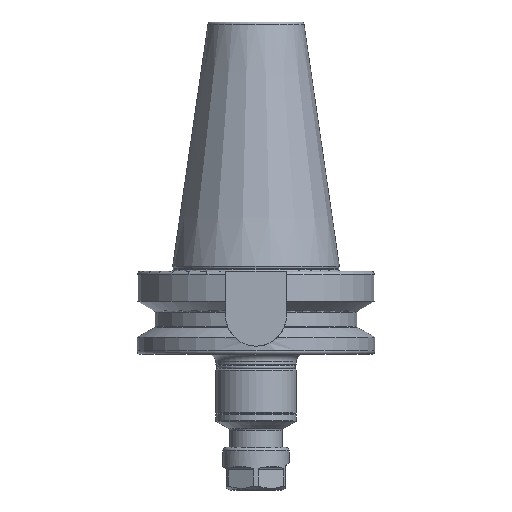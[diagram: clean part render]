
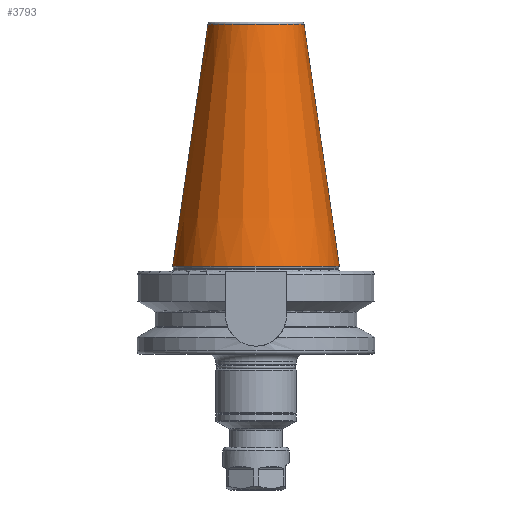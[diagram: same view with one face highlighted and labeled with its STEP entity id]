
A CAD part, left-side view. The second image highlights one B-rep face of the part: STEP entity #3793.
In plain terms, the highlighted conical face has half-angle 8.297 degrees and reference radius 27.637 mm.
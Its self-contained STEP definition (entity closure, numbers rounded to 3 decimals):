
#274=CARTESIAN_POINT('',(0,0,138.944));
#275=DIRECTION('',(0,0,1));
#276=DIRECTION('',(0,1,0));
#277=AXIS2_PLACEMENT_3D('',#274,#275,#276);
#279=DIRECTION('',(0.,0.144,0.99));
#280=VECTOR('',#279,103.023);
#281=CARTESIAN_POINT('',(0,-35.071,37));
#282=LINE('',#281,#280);
#283=CARTESIAN_POINT('',(0,0,37));
#284=DIRECTION('',(0,0,1));
#285=DIRECTION('',(0,1,0));
#286=AXIS2_PLACEMENT_3D('',#283,#284,#285);
#288=DIRECTION('',(0.,-0.144,0.99));
#289=VECTOR('',#288,103.023);
#290=CARTESIAN_POINT('',(0,35.071,37));
#291=LINE('',#290,#289);
#2844=CARTESIAN_POINT('',(0,35.071,37));
#2846=VERTEX_POINT('',#2844);
#2860=CARTESIAN_POINT('',(0,-35.071,37));
#2862=VERTEX_POINT('',#2860);
#2887=CARTESIAN_POINT('',(0,20.204,138.944));
#2888=CARTESIAN_POINT('',(0,-20.204,138.944));
#2889=VERTEX_POINT('',#2887);
#2890=VERTEX_POINT('',#2888);
#3781=CARTESIAN_POINT('',(0,0,87.972));
#3782=DIRECTION('',(0,0,-1));
#3783=DIRECTION('',(0,-1,0));
#3784=AXIS2_PLACEMENT_3D('',#3781,#3782,#3783);
#3785=CONICAL_SURFACE('',#3784,27.637,8.297);
#3786=ORIENTED_EDGE('',*,*,#3746,.T.);
#3787=ORIENTED_EDGE('',*,*,#3776,.F.);
#3789=ORIENTED_EDGE('',*,*,#3788,.F.);
#3790=ORIENTED_EDGE('',*,*,#3772,.T.);
#3791=EDGE_LOOP('',(#3786,#3787,#3789,#3790));
#3792=FACE_OUTER_BOUND('',#3791,.F.);
#3793=ADVANCED_FACE('',(#3792),#3785,.T.);
#278=CIRCLE('',#277,20.204);
#287=CIRCLE('',#286,35.071);
#3746=EDGE_CURVE('',#2889,#2890,#278,.T.);
#3772=EDGE_CURVE('',#2846,#2889,#291,.T.);
#3776=EDGE_CURVE('',#2862,#2890,#282,.T.);
#3788=EDGE_CURVE('',#2846,#2862,#287,.T.);
